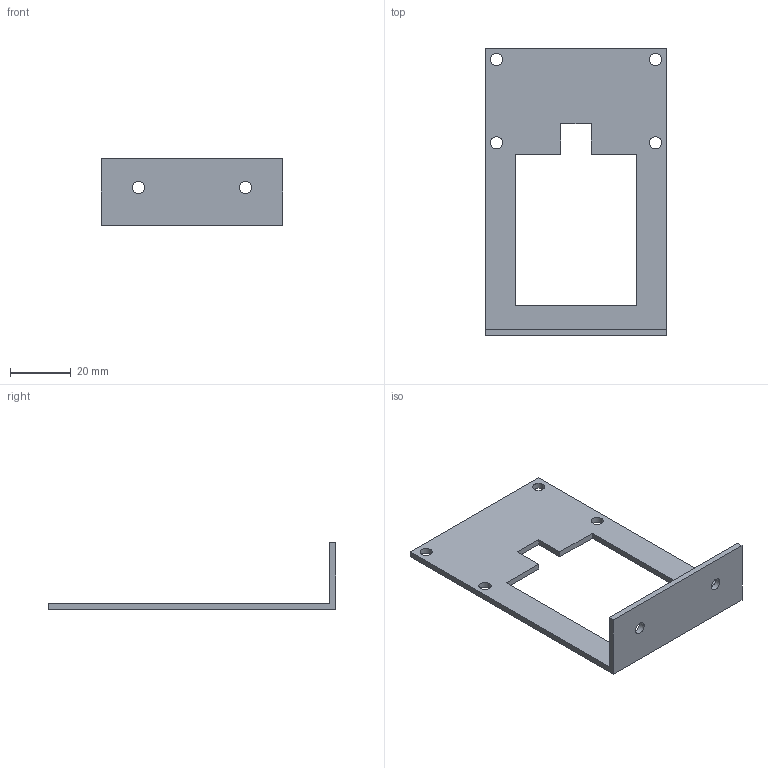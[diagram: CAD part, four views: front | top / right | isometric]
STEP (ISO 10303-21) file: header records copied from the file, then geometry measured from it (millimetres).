
FILE_DESCRIPTION(/* description */ (''),/* implementation_level */ '2;1');
FILE_NAME(/* name */ 'rack for sonic v4.step',/* time_stamp */ '2022-02-02T20:56:25+03:00',/* author */ (''),/* organization */ (''),/* preprocessor_version */ 'ST-DEVELOPER v18.1',/* originating_system */ 'Autodesk Translation Framework v10.13.0.1454',/* authorisation */ '');
FILE_SCHEMA (('AUTOMOTIVE_DESIGN { 1 0 10303 214 3 1 1 }'));
Length unit declared in the file: millimetre
Products named in the file (1): rack for sonic
Bounding box: 60 x 95 x 22 mm (x, y, z)
Volume: 9449.2 mm3; surface area: 10700 mm2
Topology: 1 solids, 1 shells, 22 faces, 60 edges, 40 vertices
Faces by surface type: plane 16, cylinder 6
Full cylindrical faces by diameter (mm): 4 x6
Entity records: 757 total; most frequent: CARTESIAN_POINT 123, ORIENTED_EDGE 120, DIRECTION 118, EDGE_CURVE 60, LINE 48, VECTOR 48, VERTEX_POINT 40, EDGE_LOOP 36
